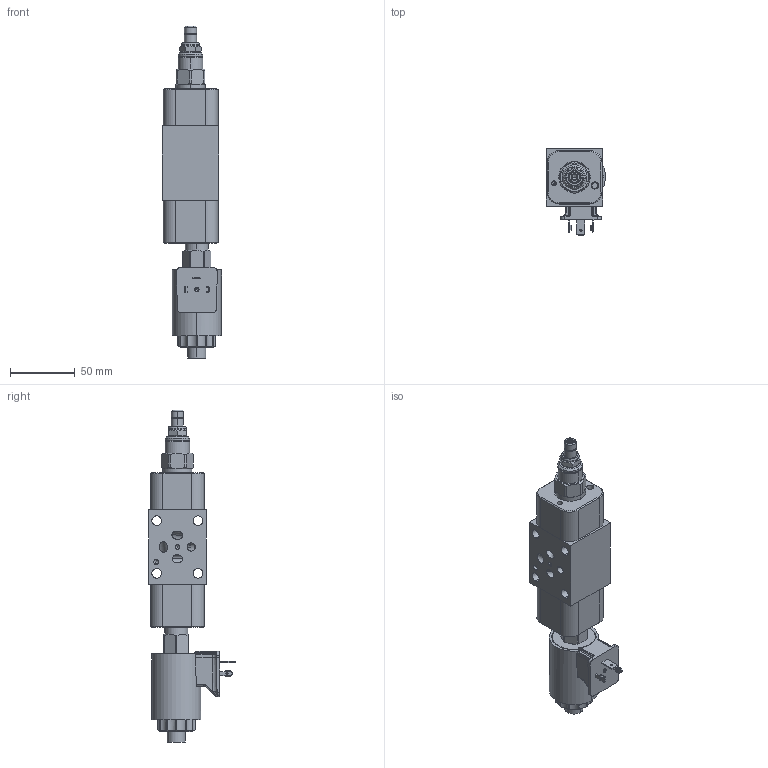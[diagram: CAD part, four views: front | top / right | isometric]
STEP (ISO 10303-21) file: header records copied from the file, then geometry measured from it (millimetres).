
FILE_DESCRIPTION((''),'2;1');
FILE_NAME('YPCILANFA224_ASM','2020-06-16T',('ProEService'),(''),'PRO/ENGINEER BY PARAMETRIC TECHNOLOGY CORPORATION, 2014200','PRO/ENGINEER BY PARAMETRIC TECHNOLOGY CORPORATION, 2014200','');
FILE_SCHEMA(('CONFIG_CONTROL_DESIGN'));
Length unit declared in the file: inch
Products named in the file (9): 153-758; DTAFMHN224; 850-004-156; PVDALAN; 850-004-218; 500-001-012; 700-002; 811-001-006; YPCILANFA224_ASM
Assembly tree (10 placements, depth 2):
  YPCILANFA224_ASM
    153-758
    DTAFMHN224
    850-004-156  x3
    PVDALAN
    850-004-218
    500-001-012
    700-002
    811-001-006
Bounding box: 45.47 x 67.01 x 255.8 mm (x, y, z)
Volume: 279338 mm3; surface area: 87706.5 mm2
Topology: 12 solids, 12 shells, 1189 faces, 3191 edges, 2209 vertices
Faces by surface type: cylinder 429, plane 377, cone 208, torus 93, bspline 38, sphere 26, revolution 18
Entity records: 43135 total; most frequent: CARTESIAN_POINT 14523, DIRECTION 5951, ORIENTED_EDGE 5588, EDGE_CURVE 2794, AXIS2_PLACEMENT_3D 2197, VERTEX_POINT 1717, VECTOR 1539, LINE 1539
